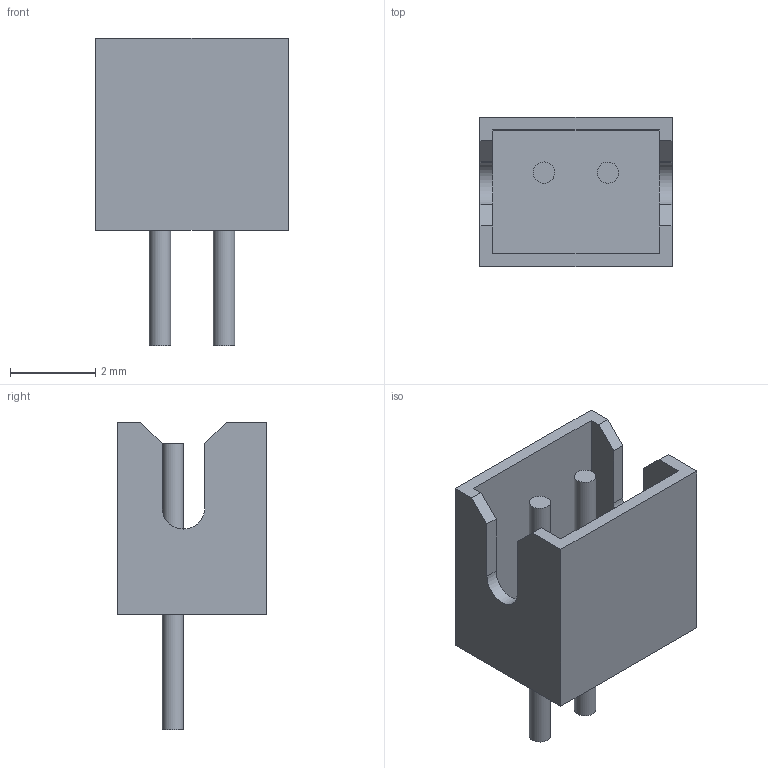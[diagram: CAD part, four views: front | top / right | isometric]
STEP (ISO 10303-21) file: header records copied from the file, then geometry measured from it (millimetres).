
FILE_DESCRIPTION( ( '' ), ' ' );
FILE_NAME( '59ee48666c035d0f47bc5d8c.step', '2017-10-23T19:52:06', ( '' ), ( '' ), ' ', ' ', ' ' );
FILE_SCHEMA( ( 'AUTOMOTIVE_DESIGN { 1 0 10303 214 1 1 1 1 }' ) );
Length unit declared in the file: metre
Products named in the file (3): Body; Pins
Bounding box: 4.5 x 3.5 x 7.2 mm (x, y, z)
Volume: 24.4 mm3; surface area: 174.3 mm2
Topology: 3 solids, 3 shells, 28 faces, 66 edges, 44 vertices
Faces by surface type: plane 24, cylinder 4
Full cylindrical faces by diameter (mm): 0.5 x2
Entity records: 1048 total; most frequent: CARTESIAN_POINT 139, DIRECTION 134, ORIENTED_EDGE 128, EDGE_CURVE 64, LINE 56, VECTOR 56, VERTEX_POINT 44, AXIS2_PLACEMENT_3D 39
